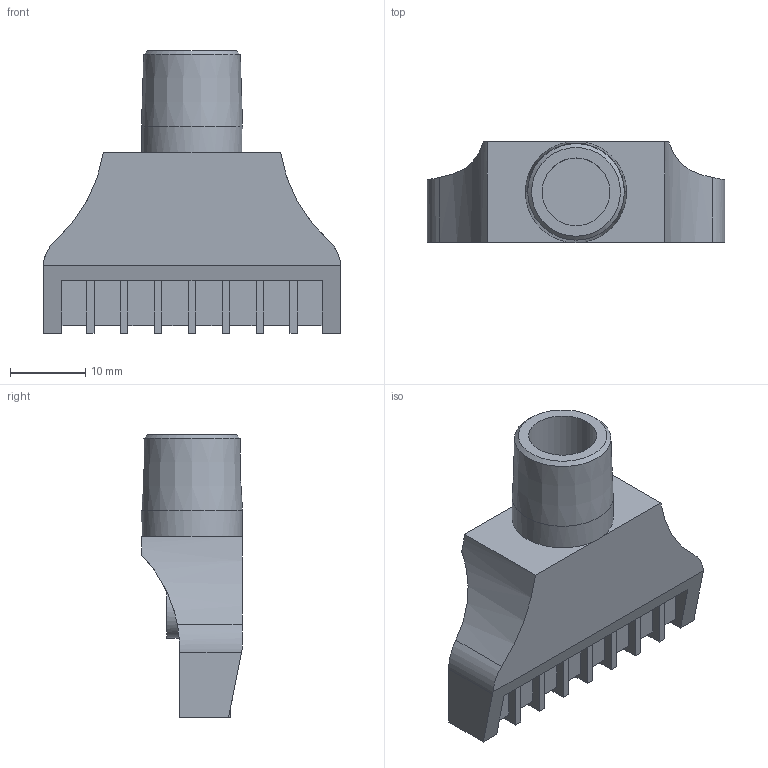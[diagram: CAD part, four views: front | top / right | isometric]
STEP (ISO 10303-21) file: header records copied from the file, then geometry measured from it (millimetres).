
FILE_DESCRIPTION(/* description */ ('STEP AP203'),/* implementation_level */ '2;1');
FILE_NAME(/* name */ 'NHR75',/* time_stamp */ '2025-11-13T14:46:05+01:00',/* author */ ('License CC BY-ND 4.0'),/* organization */ ('CADENAS'),/* preprocessor_version */ 'ST-DEVELOPER v20',/* originating_system */ 'PARTsolutions',/* authorisation */ ' ');
FILE_SCHEMA (('CONFIG_CONTROL_DESIGN'));
Length unit declared in the file: millimetre
Products named in the file (1): NHR75
Bounding box: 39.5 x 13.41 x 37.5 mm (x, y, z)
Volume: 7485.2 mm3; surface area: 4106.5 mm2
Topology: 1 solids, 1 shells, 94 faces, 283 edges, 196 vertices
Faces by surface type: plane 81, cylinder 11, cone 2
Full cylindrical faces by diameter (mm): 4 x2, 9 x1, 13.406 x1
Entity records: 3188 total; most frequent: CARTESIAN_POINT 644, ORIENTED_EDGE 552, DIRECTION 471, EDGE_CURVE 276, LINE 231, VECTOR 231, VERTEX_POINT 195, AXIS2_PLACEMENT_3D 120
